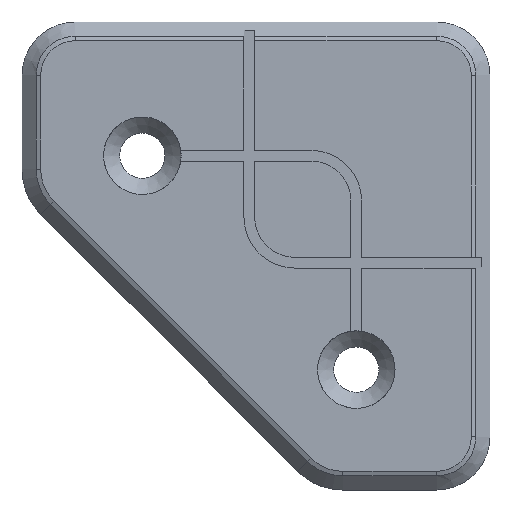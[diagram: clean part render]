
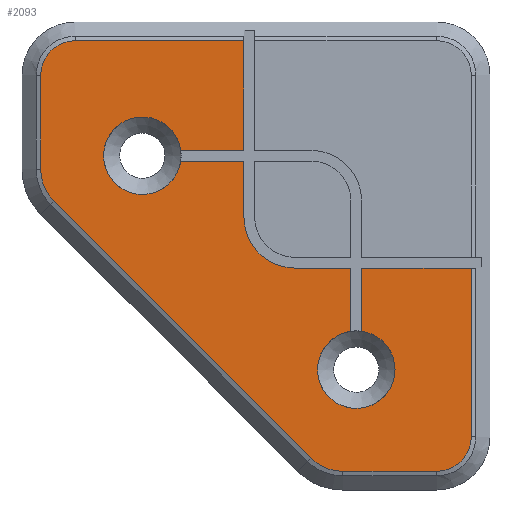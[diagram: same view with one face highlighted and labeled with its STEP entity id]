
A CAD part, front view. The second image highlights one B-rep face of the part: STEP entity #2093.
In plain terms, the highlighted planar face has unit normal (0, -1, 0).
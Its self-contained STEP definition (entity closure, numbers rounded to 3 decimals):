
#59=CIRCLE('',#2229,2.6);
#61=CIRCLE('',#2233,3.4);
#63=CIRCLE('',#2237,3.4);
#65=CIRCLE('',#2241,2.6);
#66=CIRCLE('',#2244,2.9);
#67=CIRCLE('',#2245,2.9);
#68=CIRCLE('',#2246,3.8);
#69=CIRCLE('',#2247,2.9);
#179=FACE_OUTER_BOUND('',#295,.T.);
#295=EDGE_LOOP('',(#1432,#1433,#1434,#1435,#1436,#1437,#1438,#1439,#1440,
#1441,#1442,#1443,#1444,#1445,#1446,#1447,#1448,#1449,#1450,#1451,#1452));
#415=LINE('',#3128,#638);
#421=LINE('',#3143,#644);
#425=LINE('',#3155,#648);
#429=LINE('',#3167,#652);
#433=LINE('',#3179,#656);
#434=LINE('',#3182,#657);
#435=LINE('',#3184,#658);
#436=LINE('',#3190,#659);
#437=LINE('',#3192,#660);
#438=LINE('',#3196,#661);
#439=LINE('',#3198,#662);
#440=LINE('',#3202,#663);
#441=LINE('',#3203,#664);
#638=VECTOR('',#2468,10.);
#644=VECTOR('',#2482,10.);
#648=VECTOR('',#2494,10.);
#652=VECTOR('',#2506,10.);
#656=VECTOR('',#2518,10.);
#657=VECTOR('',#2521,10.);
#658=VECTOR('',#2522,10.);
#659=VECTOR('',#2527,10.);
#660=VECTOR('',#2528,10.);
#661=VECTOR('',#2531,10.);
#662=VECTOR('',#2532,10.);
#663=VECTOR('',#2535,10.);
#664=VECTOR('',#2536,10.);
#860=VERTEX_POINT('',#3125);
#861=VERTEX_POINT('',#3127);
#863=VERTEX_POINT('',#3133);
#865=VERTEX_POINT('',#3139);
#867=VERTEX_POINT('',#3145);
#869=VERTEX_POINT('',#3151);
#871=VERTEX_POINT('',#3157);
#873=VERTEX_POINT('',#3163);
#875=VERTEX_POINT('',#3169);
#877=VERTEX_POINT('',#3175);
#879=VERTEX_POINT('',#3181);
#880=VERTEX_POINT('',#3183);
#881=VERTEX_POINT('',#3185);
#882=VERTEX_POINT('',#3187);
#883=VERTEX_POINT('',#3189);
#884=VERTEX_POINT('',#3191);
#885=VERTEX_POINT('',#3193);
#886=VERTEX_POINT('',#3195);
#887=VERTEX_POINT('',#3197);
#888=VERTEX_POINT('',#3199);
#889=VERTEX_POINT('',#3201);
#1069=EDGE_CURVE('',#860,#861,#415,.T.);
#1074=EDGE_CURVE('',#861,#863,#59,.T.);
#1077=EDGE_CURVE('',#863,#865,#421,.T.);
#1080=EDGE_CURVE('',#865,#867,#61,.T.);
#1083=EDGE_CURVE('',#867,#869,#425,.T.);
#1086=EDGE_CURVE('',#869,#871,#63,.T.);
#1089=EDGE_CURVE('',#871,#873,#429,.T.);
#1092=EDGE_CURVE('',#873,#875,#65,.T.);
#1095=EDGE_CURVE('',#875,#877,#433,.T.);
#1096=EDGE_CURVE('',#860,#879,#434,.T.);
#1097=EDGE_CURVE('',#879,#880,#435,.T.);
#1098=EDGE_CURVE('',#880,#881,#66,.T.);
#1099=EDGE_CURVE('',#881,#882,#67,.T.);
#1100=EDGE_CURVE('',#882,#883,#436,.T.);
#1101=EDGE_CURVE('',#883,#884,#437,.T.);
#1102=EDGE_CURVE('',#884,#885,#68,.T.);
#1103=EDGE_CURVE('',#885,#886,#438,.T.);
#1104=EDGE_CURVE('',#886,#887,#439,.T.);
#1105=EDGE_CURVE('',#887,#888,#69,.T.);
#1106=EDGE_CURVE('',#888,#889,#440,.T.);
#1107=EDGE_CURVE('',#889,#877,#441,.T.);
#1432=ORIENTED_EDGE('',*,*,#1095,.F.);
#1433=ORIENTED_EDGE('',*,*,#1092,.F.);
#1434=ORIENTED_EDGE('',*,*,#1089,.F.);
#1435=ORIENTED_EDGE('',*,*,#1086,.F.);
#1436=ORIENTED_EDGE('',*,*,#1083,.F.);
#1437=ORIENTED_EDGE('',*,*,#1080,.F.);
#1438=ORIENTED_EDGE('',*,*,#1077,.F.);
#1439=ORIENTED_EDGE('',*,*,#1074,.F.);
#1440=ORIENTED_EDGE('',*,*,#1069,.F.);
#1441=ORIENTED_EDGE('',*,*,#1096,.T.);
#1442=ORIENTED_EDGE('',*,*,#1097,.T.);
#1443=ORIENTED_EDGE('',*,*,#1098,.T.);
#1444=ORIENTED_EDGE('',*,*,#1099,.T.);
#1445=ORIENTED_EDGE('',*,*,#1100,.T.);
#1446=ORIENTED_EDGE('',*,*,#1101,.T.);
#1447=ORIENTED_EDGE('',*,*,#1102,.T.);
#1448=ORIENTED_EDGE('',*,*,#1103,.T.);
#1449=ORIENTED_EDGE('',*,*,#1104,.T.);
#1450=ORIENTED_EDGE('',*,*,#1105,.T.);
#1451=ORIENTED_EDGE('',*,*,#1106,.T.);
#1452=ORIENTED_EDGE('',*,*,#1107,.T.);
#2022=PLANE('',#2243);
#2093=ADVANCED_FACE('',(#179),#2022,.F.);
#2229=AXIS2_PLACEMENT_3D('',#3137,#2476,#2477);
#2233=AXIS2_PLACEMENT_3D('',#3149,#2488,#2489);
#2237=AXIS2_PLACEMENT_3D('',#3161,#2500,#2501);
#2241=AXIS2_PLACEMENT_3D('',#3173,#2512,#2513);
#2243=AXIS2_PLACEMENT_3D('',#3180,#2519,#2520);
#2244=AXIS2_PLACEMENT_3D('',#3186,#2523,#2524);
#2245=AXIS2_PLACEMENT_3D('',#3188,#2525,#2526);
#2246=AXIS2_PLACEMENT_3D('',#3194,#2529,#2530);
#2247=AXIS2_PLACEMENT_3D('',#3200,#2533,#2534);
#2468=DIRECTION('',(0.,0.,-1.));
#2476=DIRECTION('center_axis',(0.,1.,0.));
#2477=DIRECTION('ref_axis',(0.707,0.,-0.707));
#2482=DIRECTION('',(-1.,0.,0.));
#2488=DIRECTION('center_axis',(0.,1.,0.));
#2489=DIRECTION('ref_axis',(-0.383,0.,-0.924));
#2494=DIRECTION('',(-0.707,0.,0.707));
#2500=DIRECTION('center_axis',(0.,1.,0.));
#2501=DIRECTION('ref_axis',(-0.924,0.,-0.383));
#2506=DIRECTION('',(0.,0.,1.));
#2512=DIRECTION('center_axis',(0.,1.,0.));
#2513=DIRECTION('ref_axis',(-0.707,0.,0.707));
#2518=DIRECTION('',(1.,0.,0.));
#2519=DIRECTION('center_axis',(0.,1.,0.));
#2520=DIRECTION('ref_axis',(1.,0.,0.));
#2521=DIRECTION('',(-1.,0.,0.));
#2522=DIRECTION('',(0.,0.,-1.));
#2523=DIRECTION('center_axis',(0.,1.,0.));
#2524=DIRECTION('ref_axis',(-1.,0.,0.));
#2525=DIRECTION('center_axis',(0.,1.,0.));
#2526=DIRECTION('ref_axis',(-1.,0.,0.));
#2527=DIRECTION('',(0.,0.,1.));
#2528=DIRECTION('',(-1.,0.,0.));
#2529=DIRECTION('center_axis',(0.,1.,0.));
#2530=DIRECTION('ref_axis',(-1.,0.,0.));
#2531=DIRECTION('',(0.,0.,1.));
#2532=DIRECTION('',(-1.,0.,0.));
#2533=DIRECTION('center_axis',(0.,1.,0.));
#2534=DIRECTION('ref_axis',(-1.,0.,0.));
#2535=DIRECTION('',(1.,0.,0.));
#2536=DIRECTION('',(0.,0.,1.));
#3125=CARTESIAN_POINT('',(88.6,2.2,1.6));
#3127=CARTESIAN_POINT('',(88.6,2.2,-11.));
#3128=CARTESIAN_POINT('',(88.6,2.2,6.875));
#3133=CARTESIAN_POINT('',(86.,2.2,-13.6));
#3137=CARTESIAN_POINT('Origin',(86.,2.2,-11.));
#3139=CARTESIAN_POINT('',(78.988,2.2,-13.6));
#3143=CARTESIAN_POINT('',(56.25,2.2,-13.6));
#3145=CARTESIAN_POINT('',(76.584,2.2,-12.604));
#3149=CARTESIAN_POINT('Origin',(78.988,2.2,-10.2));
#3151=CARTESIAN_POINT('',(57.396,2.2,6.584));
#3155=CARTESIAN_POINT('',(59.427,2.2,4.552));
#3157=CARTESIAN_POINT('',(56.4,2.2,8.988));
#3161=CARTESIAN_POINT('Origin',(59.8,2.2,8.988));
#3163=CARTESIAN_POINT('',(56.4,2.2,16.));
#3167=CARTESIAN_POINT('',(56.4,2.2,3.625));
#3169=CARTESIAN_POINT('',(59.,2.2,18.6));
#3173=CARTESIAN_POINT('Origin',(59.,2.2,16.));
#3175=CARTESIAN_POINT('',(71.6,2.2,18.6));
#3179=CARTESIAN_POINT('',(47.5,2.2,18.6));
#3180=CARTESIAN_POINT('Origin',(45.,2.2,2.5));
#3181=CARTESIAN_POINT('',(80.4,2.2,1.6));
#3182=CARTESIAN_POINT('',(67.692,2.2,1.6));
#3183=CARTESIAN_POINT('',(80.4,2.2,-3.128));
#3184=CARTESIAN_POINT('',(80.4,2.2,2.05));
#3185=CARTESIAN_POINT('',(82.9,2.2,-6.));
#3186=CARTESIAN_POINT('Origin',(80.,2.2,-6.));
#3187=CARTESIAN_POINT('',(79.6,2.2,-3.128));
#3188=CARTESIAN_POINT('Origin',(80.,2.2,-6.));
#3189=CARTESIAN_POINT('',(79.6,2.2,1.6));
#3190=CARTESIAN_POINT('',(79.6,2.2,-1.75));
#3191=CARTESIAN_POINT('',(75.4,2.2,1.6));
#3192=CARTESIAN_POINT('',(62.3,2.2,1.6));
#3193=CARTESIAN_POINT('',(71.6,2.2,5.4));
#3194=CARTESIAN_POINT('Origin',(75.4,2.2,5.4));
#3195=CARTESIAN_POINT('',(71.6,2.2,9.6));
#3196=CARTESIAN_POINT('',(71.6,2.2,3.95));
#3197=CARTESIAN_POINT('',(66.872,2.2,9.6));
#3198=CARTESIAN_POINT('',(58.3,2.2,9.6));
#3199=CARTESIAN_POINT('',(66.872,2.2,10.4));
#3200=CARTESIAN_POINT('Origin',(64.,2.2,10.));
#3201=CARTESIAN_POINT('',(71.6,2.2,10.4));
#3202=CARTESIAN_POINT('',(54.5,2.2,10.4));
#3203=CARTESIAN_POINT('',(71.6,2.2,6.45));
